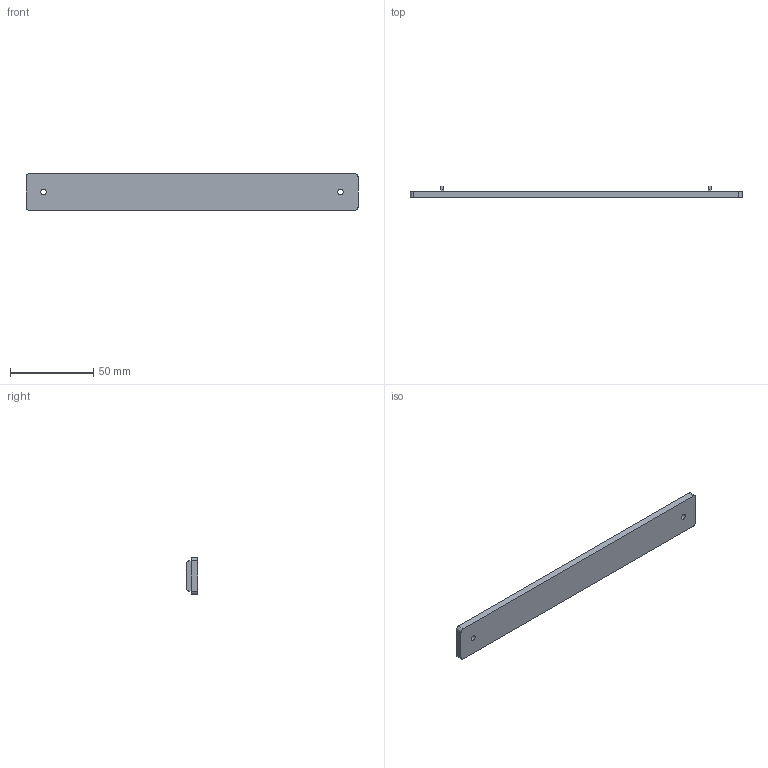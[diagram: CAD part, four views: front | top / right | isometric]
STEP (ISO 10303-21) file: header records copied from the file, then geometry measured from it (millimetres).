
FILE_DESCRIPTION(('HOOPS Exchange Step'),'2;1');
FILE_NAME('temp_export','2025-09-13T18:28:53+02:00',('cb'),('Shapr3D Limited'),'HOOPS Exchange 2025.5','Shapr3D','Authorized');
FILE_SCHEMA( ('AP242_MANAGED_MODEL_BASED_3D_ENGINEERING_MIM_LF {1 0 10303 442 1 1 4}') );
Length unit declared in the file: millimetre
Products named in the file (1): Tmp-0.5U-Tray-Starter
Bounding box: 199.8 x 7 x 22.2 mm (x, y, z)
Volume: 12027.1 mm3; surface area: 11610.9 mm2
Topology: 1 solids, 1 shells, 29 faces, 74 edges, 48 vertices
Faces by surface type: plane 19, cylinder 10
Full cylindrical faces by diameter (mm): 3.3 x2
Entity records: 920 total; most frequent: DIRECTION 156, CARTESIAN_POINT 153, ORIENTED_EDGE 148, EDGE_CURVE 74, VECTOR 54, LINE 54, AXIS2_PLACEMENT_3D 51, VERTEX_POINT 48
